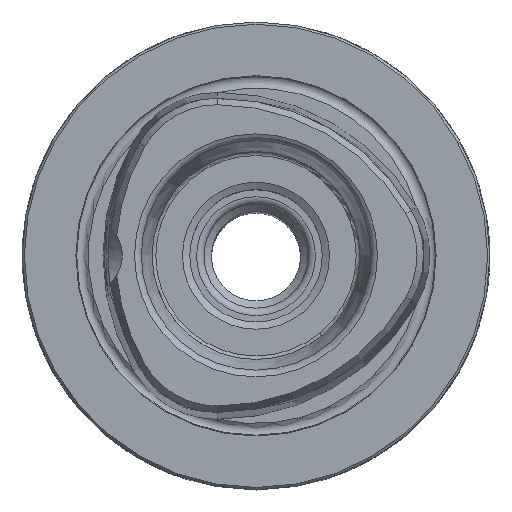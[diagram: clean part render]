
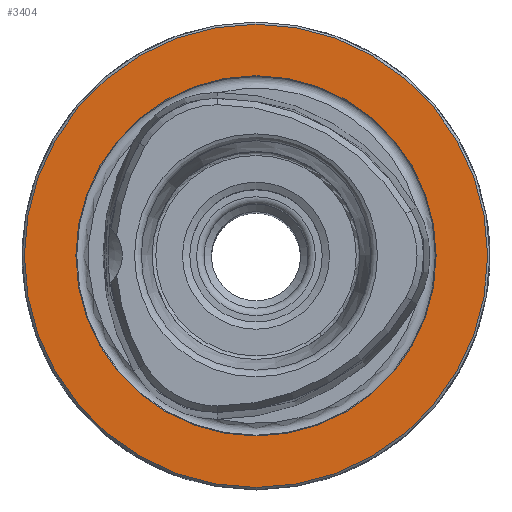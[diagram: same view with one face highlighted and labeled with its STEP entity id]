
A CAD part, top view. The second image highlights one B-rep face of the part: STEP entity #3404.
In plain terms, the highlighted planar face has unit normal (0, 0, 1).
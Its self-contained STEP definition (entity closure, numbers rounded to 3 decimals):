
#58=PLANE('',#3665);
#644=ORIENTED_EDGE('',*,*,#1080,.T.);
#645=ORIENTED_EDGE('',*,*,#1077,.F.);
#1077=EDGE_CURVE('',#1308,#1308,#1457,.T.);
#1080=EDGE_CURVE('',#1311,#1311,#1460,.T.);
#1308=VERTEX_POINT('',#5200);
#1311=VERTEX_POINT('',#5208);
#1457=CIRCLE('',#3661,24.264);
#1460=CIRCLE('',#3666,31.2);
#1623=EDGE_LOOP('',(#644));
#1624=EDGE_LOOP('',(#645));
#1903=FACE_BOUND('',#1623,.T.);
#1904=FACE_BOUND('',#1624,.T.);
#3404=ADVANCED_FACE('',(#1903,#1904),#58,.T.);
#3661=AXIS2_PLACEMENT_3D('',#5199,#4166,#4167);
#3665=AXIS2_PLACEMENT_3D('',#5206,#4174,#4175);
#3666=AXIS2_PLACEMENT_3D('',#5207,#4176,#4177);
#4166=DIRECTION('',(0.,0.,1.));
#4167=DIRECTION('',(1.,0.,0.));
#4174=DIRECTION('',(0.,0.,1.));
#4175=DIRECTION('',(1.,0.,0.));
#4176=DIRECTION('',(0.,0.,1.));
#4177=DIRECTION('',(1.,0.,0.));
#5199=CARTESIAN_POINT('',(0.,0.,0.));
#5200=CARTESIAN_POINT('',(24.264,0.,0.));
#5206=CARTESIAN_POINT('',(24.2,0.,0.));
#5207=CARTESIAN_POINT('',(0.,0.,0.));
#5208=CARTESIAN_POINT('',(31.2,0.,0.));
